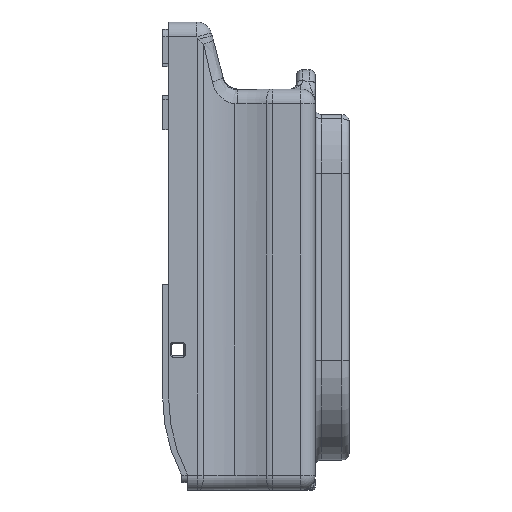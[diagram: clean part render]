
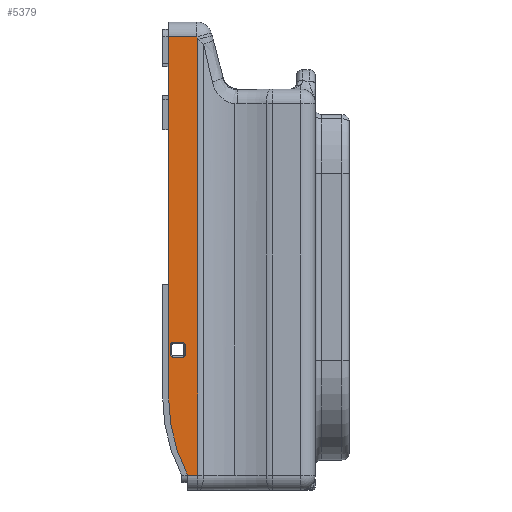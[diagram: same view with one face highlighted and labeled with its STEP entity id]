
A CAD part, left-side view. The second image highlights one B-rep face of the part: STEP entity #5379.
In plain terms, the highlighted planar face has unit normal (-1, 0, 0).
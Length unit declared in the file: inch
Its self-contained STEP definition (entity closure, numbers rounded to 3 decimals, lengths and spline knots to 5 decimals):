
#149 = LINE ( 'NONE', #4497, #2271 ) ;
#500 = DIRECTION ( 'NONE',  ( 0., 1., 0. ) ) ;
#984 = VECTOR ( 'NONE', #17580, 39.37008 ) ;
#1127 = AXIS2_PLACEMENT_3D ( 'NONE', #26808, #22190, #21885 ) ;
#1741 = CARTESIAN_POINT ( 'NONE',  ( -0.85125, 0.0539, 0.78296 ) ) ;
#2271 = VECTOR ( 'NONE', #24728, 39.37008 ) ;
#2622 = CIRCLE ( 'NONE', #3108, 0.01709 ) ;
#2676 = VECTOR ( 'NONE', #7481, 39.37008 ) ;
#3108 = AXIS2_PLACEMENT_3D ( 'NONE', #13475, #8571, #26724 ) ;
#3449 = CIRCLE ( 'NONE', #11524, 1.1448 ) ;
#3594 = VERTEX_POINT ( 'NONE', #17584 ) ;
#3733 = EDGE_CURVE ( 'NONE', #3594, #16685, #149, .T. ) ;
#4035 = FACE_BOUND ( 'NONE', #22413, .T. ) ;
#4497 = CARTESIAN_POINT ( 'NONE',  ( -0.85125, 0.07099, 0.86405 ) ) ;
#4736 = ORIENTED_EDGE ( 'NONE', *, *, #7789, .T. ) ;
#4794 = VERTEX_POINT ( 'NONE', #15435 ) ;
#4993 = CARTESIAN_POINT ( 'NONE',  ( -0.85125, 0.13499, 0.76587 ) ) ;
#5145 = CIRCLE ( 'NONE', #15123, 0.01709 ) ;
#5202 = CARTESIAN_POINT ( 'NONE',  ( -0.85125, -0.03, -0.026 ) ) ;
#5298 = CARTESIAN_POINT ( 'NONE',  ( -0.85125, 0.0539, 0.84696 ) ) ;
#5309 = ORIENTED_EDGE ( 'NONE', *, *, #21764, .T. ) ;
#5379 = ADVANCED_FACE ( 'NONE', ( #4035, #13114 ), #8202, .T. ) ;
#5434 = CARTESIAN_POINT ( 'NONE',  ( -0.85125, 0.13499, 0.84696 ) ) ;
#5527 = ORIENTED_EDGE ( 'NONE', *, *, #3733, .T. ) ;
#5640 = ORIENTED_EDGE ( 'NONE', *, *, #24907, .F. ) ;
#5678 = LINE ( 'NONE', #10001, #2676 ) ;
#6136 = DIRECTION ( 'NONE',  ( 0., 0., 1. ) ) ;
#6489 = CARTESIAN_POINT ( 'NONE',  ( -0.85125, 0.16535, 2.91575 ) ) ;
#6588 = EDGE_CURVE ( 'NONE', #15789, #9389, #8365, .T. ) ;
#6971 = VERTEX_POINT ( 'NONE', #13796 ) ;
#7481 = DIRECTION ( 'NONE',  ( 0., 0., -1. ) ) ;
#7632 = CARTESIAN_POINT ( 'NONE',  ( -0.85125, 0.07099, 0.78296 ) ) ;
#7789 = EDGE_CURVE ( 'NONE', #9324, #4794, #14924, .T. ) ;
#8202 = PLANE ( 'NONE',  #1127 ) ;
#8266 = ORIENTED_EDGE ( 'NONE', *, *, #6588, .T. ) ;
#8365 = LINE ( 'NONE', #10577, #984 ) ;
#8571 = DIRECTION ( 'NONE',  ( 1., 0., 0. ) ) ;
#8798 = ORIENTED_EDGE ( 'NONE', *, *, #12803, .T. ) ;
#8810 = ORIENTED_EDGE ( 'NONE', *, *, #14444, .T. ) ;
#8877 = VERTEX_POINT ( 'NONE', #23424 ) ;
#9300 = EDGE_CURVE ( 'NONE', #22702, #10430, #5678, .T. ) ;
#9324 = VERTEX_POINT ( 'NONE', #21012 ) ;
#9389 = VERTEX_POINT ( 'NONE', #18930 ) ;
#9613 = DIRECTION ( 'NONE',  ( 1., 0., 0. ) ) ;
#10001 = CARTESIAN_POINT ( 'NONE',  ( -0.85125, 0.0539, 0.78296 ) ) ;
#10104 = ORIENTED_EDGE ( 'NONE', *, *, #11302, .T. ) ;
#10216 = ORIENTED_EDGE ( 'NONE', *, *, #9300, .T. ) ;
#10348 = ORIENTED_EDGE ( 'NONE', *, *, #16369, .T. ) ;
#10379 = VECTOR ( 'NONE', #24394, 39.37008 ) ;
#10430 = VERTEX_POINT ( 'NONE', #1741 ) ;
#10577 = CARTESIAN_POINT ( 'NONE',  ( -0.85125, 0.15208, 0.84696 ) ) ;
#10763 = CARTESIAN_POINT ( 'NONE',  ( -0.85125, 0.16535, 0. ) ) ;
#11017 = EDGE_CURVE ( 'NONE', #10430, #6971, #13670, .T. ) ;
#11188 = LINE ( 'NONE', #11339, #27934 ) ;
#11284 = LINE ( 'NONE', #4993, #23928 ) ;
#11302 = EDGE_CURVE ( 'NONE', #18852, #9324, #11188, .T. ) ;
#11339 = CARTESIAN_POINT ( 'NONE',  ( -0.85125, -0.03, -0.126 ) ) ;
#11427 = CARTESIAN_POINT ( 'NONE',  ( -0.85125, 0., 2.91575 ) ) ;
#11524 = AXIS2_PLACEMENT_3D ( 'NONE', #17085, #26154, #17379 ) ;
#11531 = VERTEX_POINT ( 'NONE', #11628 ) ;
#11628 = CARTESIAN_POINT ( 'NONE',  ( -0.85125, 0.16535, 0.499 ) ) ;
#12300 = EDGE_CURVE ( 'NONE', #9389, #3594, #24625, .T. ) ;
#12383 = DIRECTION ( 'NONE',  ( 0., 0., 1. ) ) ;
#12803 = EDGE_CURVE ( 'NONE', #14774, #18852, #15172, .T. ) ;
#13114 = FACE_OUTER_BOUND ( 'NONE', #16408, .T. ) ;
#13475 = CARTESIAN_POINT ( 'NONE',  ( -0.85125, 0.13499, 0.78296 ) ) ;
#13578 = DIRECTION ( 'NONE',  ( 0., 0., 1. ) ) ;
#13670 = CIRCLE ( 'NONE', #28865, 0.01709 ) ;
#13675 = LINE ( 'NONE', #11427, #23267 ) ;
#13796 = CARTESIAN_POINT ( 'NONE',  ( -0.85125, 0.07099, 0.76587 ) ) ;
#14444 = EDGE_CURVE ( 'NONE', #6971, #8877, #11284, .T. ) ;
#14774 = VERTEX_POINT ( 'NONE', #17907 ) ;
#14886 = ORIENTED_EDGE ( 'NONE', *, *, #22246, .F. ) ;
#14924 = LINE ( 'NONE', #22632, #23054 ) ;
#15123 = AXIS2_PLACEMENT_3D ( 'NONE', #17742, #29347, #6136 ) ;
#15172 = LINE ( 'NONE', #26482, #10379 ) ;
#15435 = CARTESIAN_POINT ( 'NONE',  ( -0.85125, -0.02531, 2.91575 ) ) ;
#15607 = DIRECTION ( 'NONE',  ( 0., 1., 0. ) ) ;
#15789 = VERTEX_POINT ( 'NONE', #21791 ) ;
#15843 = VECTOR ( 'NONE', #26395, 39.37008 ) ;
#16369 = EDGE_CURVE ( 'NONE', #16685, #22702, #5145, .T. ) ;
#16408 = EDGE_LOOP ( 'NONE', ( #5640, #14886, #8798, #10104, #4736, #28372 ) ) ;
#16685 = VERTEX_POINT ( 'NONE', #20487 ) ;
#16708 = DIRECTION ( 'NONE',  ( 1., 0., 0. ) ) ;
#17085 = CARTESIAN_POINT ( 'NONE',  ( -0.85125, -0.97945, 0.499 ) ) ;
#17162 = LINE ( 'NONE', #10763, #15843 ) ;
#17379 = DIRECTION ( 'NONE',  ( 0., 0., 1. ) ) ;
#17580 = DIRECTION ( 'NONE',  ( 0., 0., 1. ) ) ;
#17584 = CARTESIAN_POINT ( 'NONE',  ( -0.85125, 0.13499, 0.86405 ) ) ;
#17742 = CARTESIAN_POINT ( 'NONE',  ( -0.85125, 0.07099, 0.84696 ) ) ;
#17907 = CARTESIAN_POINT ( 'NONE',  ( -0.85125, 0.03788, -0.026 ) ) ;
#17972 = AXIS2_PLACEMENT_3D ( 'NONE', #5434, #9613, #27766 ) ;
#18216 = EDGE_CURVE ( 'NONE', #4794, #18633, #13675, .T. ) ;
#18633 = VERTEX_POINT ( 'NONE', #6489 ) ;
#18852 = VERTEX_POINT ( 'NONE', #5202 ) ;
#18930 = CARTESIAN_POINT ( 'NONE',  ( -0.85125, 0.15208, 0.84696 ) ) ;
#19939 = DIRECTION ( 'NONE',  ( 0., 0.255, 0.967 ) ) ;
#20487 = CARTESIAN_POINT ( 'NONE',  ( -0.85125, 0.07099, 0.86405 ) ) ;
#21012 = CARTESIAN_POINT ( 'NONE',  ( -0.85125, -0.03, 2.89796 ) ) ;
#21764 = EDGE_CURVE ( 'NONE', #8877, #15789, #2622, .T. ) ;
#21791 = CARTESIAN_POINT ( 'NONE',  ( -0.85125, 0.15208, 0.78296 ) ) ;
#21885 = DIRECTION ( 'NONE',  ( 0., 0., 1. ) ) ;
#22190 = DIRECTION ( 'NONE',  ( -1., 0., 0. ) ) ;
#22246 = EDGE_CURVE ( 'NONE', #14774, #11531, #3449, .T. ) ;
#22413 = EDGE_LOOP ( 'NONE', ( #25566, #8810, #5309, #8266, #28874, #5527, #10348, #10216 ) ) ;
#22632 = CARTESIAN_POINT ( 'NONE',  ( -0.85125, -0.00099, 3.00799 ) ) ;
#22702 = VERTEX_POINT ( 'NONE', #5298 ) ;
#23054 = VECTOR ( 'NONE', #19939, 39.37008 ) ;
#23267 = VECTOR ( 'NONE', #15607, 39.37008 ) ;
#23424 = CARTESIAN_POINT ( 'NONE',  ( -0.85125, 0.13499, 0.76587 ) ) ;
#23928 = VECTOR ( 'NONE', #500, 39.37008 ) ;
#24394 = DIRECTION ( 'NONE',  ( 0., -1., 0. ) ) ;
#24625 = CIRCLE ( 'NONE', #17972, 0.01709 ) ;
#24728 = DIRECTION ( 'NONE',  ( 0., -1., 0. ) ) ;
#24907 = EDGE_CURVE ( 'NONE', #11531, #18633, #17162, .T. ) ;
#25566 = ORIENTED_EDGE ( 'NONE', *, *, #11017, .T. ) ;
#26154 = DIRECTION ( 'NONE',  ( 1., 0., 0. ) ) ;
#26395 = DIRECTION ( 'NONE',  ( 0., 0., 1. ) ) ;
#26482 = CARTESIAN_POINT ( 'NONE',  ( -0.85125, 0., -0.026 ) ) ;
#26724 = DIRECTION ( 'NONE',  ( 0., 0., 1. ) ) ;
#26808 = CARTESIAN_POINT ( 'NONE',  ( -0.85125, 0., 0. ) ) ;
#27766 = DIRECTION ( 'NONE',  ( 0., 0., 1. ) ) ;
#27934 = VECTOR ( 'NONE', #13578, 39.37008 ) ;
#28372 = ORIENTED_EDGE ( 'NONE', *, *, #18216, .T. ) ;
#28865 = AXIS2_PLACEMENT_3D ( 'NONE', #7632, #16708, #12383 ) ;
#28874 = ORIENTED_EDGE ( 'NONE', *, *, #12300, .T. ) ;
#29347 = DIRECTION ( 'NONE',  ( 1., 0., 0. ) ) ;
